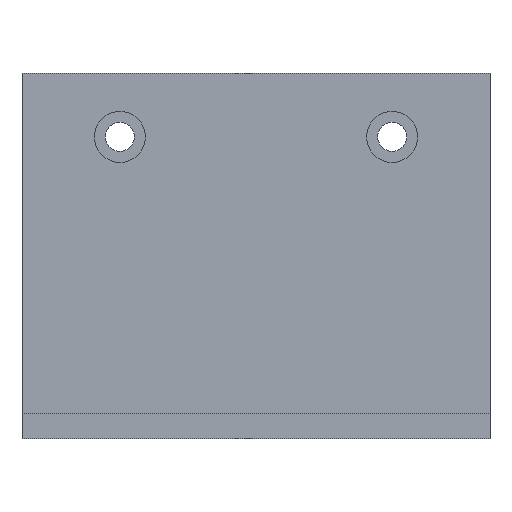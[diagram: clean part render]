
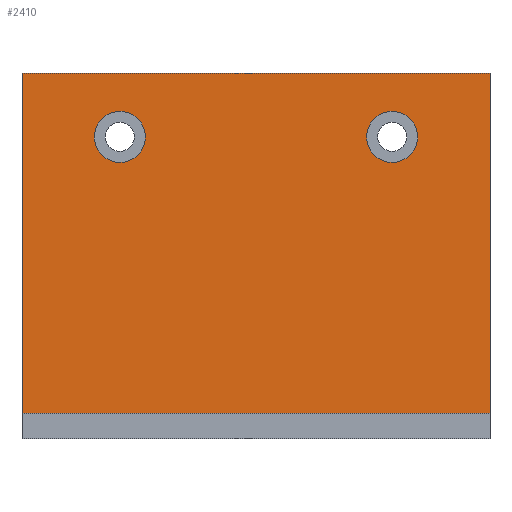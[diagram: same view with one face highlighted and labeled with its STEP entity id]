
A CAD part, front view. The second image highlights one B-rep face of the part: STEP entity #2410.
In plain terms, the highlighted planar face has unit normal (0, -1, 0).
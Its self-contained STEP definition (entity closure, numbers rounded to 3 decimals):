
#509 = PLANE('',#510);
#510 = AXIS2_PLACEMENT_3D('',#511,#512,#513);
#511 = CARTESIAN_POINT('',(27.5,-27.5,0.));
#512 = DIRECTION('',(0.,1.,0.));
#513 = DIRECTION('',(-1.,0.,0.));
#733 = PLANE('',#734);
#734 = AXIS2_PLACEMENT_3D('',#735,#736,#737);
#735 = CARTESIAN_POINT('',(0.,0.,40.));
#736 = DIRECTION('',(0.,0.,1.));
#737 = DIRECTION('',(1.,0.,0.));
#958 = CYLINDRICAL_SURFACE('',#959,3.);
#959 = AXIS2_PLACEMENT_3D('',#960,#961,#962);
#960 = CARTESIAN_POINT('',(16.,-27.5,32.5));
#961 = DIRECTION('',(0.,1.,0.));
#962 = DIRECTION('',(-1.,0.,0.));
#993 = CYLINDRICAL_SURFACE('',#994,3.);
#994 = AXIS2_PLACEMENT_3D('',#995,#996,#997);
#995 = CARTESIAN_POINT('',(-16.,-27.5,32.5));
#996 = DIRECTION('',(0.,1.,0.));
#997 = DIRECTION('',(-1.,0.,0.));
#1458 = VERTEX_POINT('',#1459);
#1459 = CARTESIAN_POINT('',(27.5,-27.5,0.));
#1494 = PLANE('',#1495);
#1495 = AXIS2_PLACEMENT_3D('',#1496,#1497,#1498);
#1496 = CARTESIAN_POINT('',(27.5,27.5,0.));
#1497 = DIRECTION('',(1.,0.,0.));
#1498 = DIRECTION('',(0.,-1.,0.));
#1512 = VERTEX_POINT('',#1513);
#1513 = CARTESIAN_POINT('',(-27.5,-27.5,0.));
#1534 = EDGE_CURVE('',#1458,#1512,#1535,.T.);
#1535 = SURFACE_CURVE('',#1536,(#1540,#1547),.PCURVE_S1.);
#1536 = LINE('',#1537,#1538);
#1537 = CARTESIAN_POINT('',(27.5,-27.5,0.));
#1538 = VECTOR('',#1539,1.);
#1539 = DIRECTION('',(-1.,0.,0.));
#1540 = PCURVE('',#509,#1541);
#1541 = DEFINITIONAL_REPRESENTATION('',(#1542),#1546);
#1542 = LINE('',#1543,#1544);
#1543 = CARTESIAN_POINT('',(0.,0.));
#1544 = VECTOR('',#1545,1.);
#1545 = DIRECTION('',(1.,0.));
#1546 = ( GEOMETRIC_REPRESENTATION_CONTEXT(2) 
PARAMETRIC_REPRESENTATION_CONTEXT() REPRESENTATION_CONTEXT('2D SPACE',''
  ) );
#1547 = PCURVE('',#1548,#1553);
#1548 = PLANE('',#1549);
#1549 = AXIS2_PLACEMENT_3D('',#1550,#1551,#1552);
#1550 = CARTESIAN_POINT('',(27.5,-27.5,0.));
#1551 = DIRECTION('',(0.,-1.,0.));
#1552 = DIRECTION('',(-1.,0.,0.));
#1553 = DEFINITIONAL_REPRESENTATION('',(#1554),#1558);
#1554 = LINE('',#1555,#1556);
#1555 = CARTESIAN_POINT('',(0.,-0.));
#1556 = VECTOR('',#1557,1.);
#1557 = DIRECTION('',(1.,0.));
#1558 = ( GEOMETRIC_REPRESENTATION_CONTEXT(2) 
PARAMETRIC_REPRESENTATION_CONTEXT() REPRESENTATION_CONTEXT('2D SPACE',''
  ) );
#1580 = PLANE('',#1581);
#1581 = AXIS2_PLACEMENT_3D('',#1582,#1583,#1584);
#1582 = CARTESIAN_POINT('',(-27.5,-27.5,0.));
#1583 = DIRECTION('',(-1.,0.,0.));
#1584 = DIRECTION('',(0.,1.,0.));
#1673 = VERTEX_POINT('',#1674);
#1674 = CARTESIAN_POINT('',(-27.5,-27.5,40.));
#1697 = EDGE_CURVE('',#1698,#1673,#1700,.T.);
#1698 = VERTEX_POINT('',#1699);
#1699 = CARTESIAN_POINT('',(27.5,-27.5,40.));
#1700 = SURFACE_CURVE('',#1701,(#1705,#1712),.PCURVE_S1.);
#1701 = LINE('',#1702,#1703);
#1702 = CARTESIAN_POINT('',(27.5,-27.5,40.));
#1703 = VECTOR('',#1704,1.);
#1704 = DIRECTION('',(-1.,0.,0.));
#1705 = PCURVE('',#733,#1706);
#1706 = DEFINITIONAL_REPRESENTATION('',(#1707),#1711);
#1707 = LINE('',#1708,#1709);
#1708 = CARTESIAN_POINT('',(27.5,-27.5));
#1709 = VECTOR('',#1710,1.);
#1710 = DIRECTION('',(-1.,0.));
#1711 = ( GEOMETRIC_REPRESENTATION_CONTEXT(2) 
PARAMETRIC_REPRESENTATION_CONTEXT() REPRESENTATION_CONTEXT('2D SPACE',''
  ) );
#1712 = PCURVE('',#1548,#1713);
#1713 = DEFINITIONAL_REPRESENTATION('',(#1714),#1718);
#1714 = LINE('',#1715,#1716);
#1715 = CARTESIAN_POINT('',(0.,-40.));
#1716 = VECTOR('',#1717,1.);
#1717 = DIRECTION('',(1.,0.));
#1718 = ( GEOMETRIC_REPRESENTATION_CONTEXT(2) 
PARAMETRIC_REPRESENTATION_CONTEXT() REPRESENTATION_CONTEXT('2D SPACE',''
  ) );
#1950 = VERTEX_POINT('',#1951);
#1951 = CARTESIAN_POINT('',(13.,-27.5,32.5));
#1972 = EDGE_CURVE('',#1950,#1950,#1973,.T.);
#1973 = SURFACE_CURVE('',#1974,(#1979,#1986),.PCURVE_S1.);
#1974 = CIRCLE('',#1975,3.);
#1975 = AXIS2_PLACEMENT_3D('',#1976,#1977,#1978);
#1976 = CARTESIAN_POINT('',(16.,-27.5,32.5));
#1977 = DIRECTION('',(0.,-1.,0.));
#1978 = DIRECTION('',(-1.,0.,0.));
#1979 = PCURVE('',#958,#1980);
#1980 = DEFINITIONAL_REPRESENTATION('',(#1981),#1985);
#1981 = LINE('',#1982,#1983);
#1982 = CARTESIAN_POINT('',(-0.,0.));
#1983 = VECTOR('',#1984,1.);
#1984 = DIRECTION('',(-1.,0.));
#1985 = ( GEOMETRIC_REPRESENTATION_CONTEXT(2) 
PARAMETRIC_REPRESENTATION_CONTEXT() REPRESENTATION_CONTEXT('2D SPACE',''
  ) );
#1986 = PCURVE('',#1548,#1987);
#1987 = DEFINITIONAL_REPRESENTATION('',(#1988),#1992);
#1988 = CIRCLE('',#1989,3.);
#1989 = AXIS2_PLACEMENT_2D('',#1990,#1991);
#1990 = CARTESIAN_POINT('',(11.5,-32.5));
#1991 = DIRECTION('',(1.,0.));
#1992 = ( GEOMETRIC_REPRESENTATION_CONTEXT(2) 
PARAMETRIC_REPRESENTATION_CONTEXT() REPRESENTATION_CONTEXT('2D SPACE',''
  ) );
#2000 = VERTEX_POINT('',#2001);
#2001 = CARTESIAN_POINT('',(-19.,-27.5,32.5));
#2022 = EDGE_CURVE('',#2000,#2000,#2023,.T.);
#2023 = SURFACE_CURVE('',#2024,(#2029,#2036),.PCURVE_S1.);
#2024 = CIRCLE('',#2025,3.);
#2025 = AXIS2_PLACEMENT_3D('',#2026,#2027,#2028);
#2026 = CARTESIAN_POINT('',(-16.,-27.5,32.5));
#2027 = DIRECTION('',(0.,-1.,0.));
#2028 = DIRECTION('',(-1.,0.,0.));
#2029 = PCURVE('',#993,#2030);
#2030 = DEFINITIONAL_REPRESENTATION('',(#2031),#2035);
#2031 = LINE('',#2032,#2033);
#2032 = CARTESIAN_POINT('',(-0.,0.));
#2033 = VECTOR('',#2034,1.);
#2034 = DIRECTION('',(-1.,0.));
#2035 = ( GEOMETRIC_REPRESENTATION_CONTEXT(2) 
PARAMETRIC_REPRESENTATION_CONTEXT() REPRESENTATION_CONTEXT('2D SPACE',''
  ) );
#2036 = PCURVE('',#1548,#2037);
#2037 = DEFINITIONAL_REPRESENTATION('',(#2038),#2042);
#2038 = CIRCLE('',#2039,3.);
#2039 = AXIS2_PLACEMENT_2D('',#2040,#2041);
#2040 = CARTESIAN_POINT('',(43.5,-32.5));
#2041 = DIRECTION('',(1.,0.));
#2042 = ( GEOMETRIC_REPRESENTATION_CONTEXT(2) 
PARAMETRIC_REPRESENTATION_CONTEXT() REPRESENTATION_CONTEXT('2D SPACE',''
  ) );
#2389 = EDGE_CURVE('',#1458,#1698,#2390,.T.);
#2390 = SURFACE_CURVE('',#2391,(#2395,#2402),.PCURVE_S1.);
#2391 = LINE('',#2392,#2393);
#2392 = CARTESIAN_POINT('',(27.5,-27.5,0.));
#2393 = VECTOR('',#2394,1.);
#2394 = DIRECTION('',(0.,0.,1.));
#2395 = PCURVE('',#1494,#2396);
#2396 = DEFINITIONAL_REPRESENTATION('',(#2397),#2401);
#2397 = LINE('',#2398,#2399);
#2398 = CARTESIAN_POINT('',(55.,0.));
#2399 = VECTOR('',#2400,1.);
#2400 = DIRECTION('',(0.,-1.));
#2401 = ( GEOMETRIC_REPRESENTATION_CONTEXT(2) 
PARAMETRIC_REPRESENTATION_CONTEXT() REPRESENTATION_CONTEXT('2D SPACE',''
  ) );
#2402 = PCURVE('',#1548,#2403);
#2403 = DEFINITIONAL_REPRESENTATION('',(#2404),#2408);
#2404 = LINE('',#2405,#2406);
#2405 = CARTESIAN_POINT('',(0.,-0.));
#2406 = VECTOR('',#2407,1.);
#2407 = DIRECTION('',(0.,-1.));
#2408 = ( GEOMETRIC_REPRESENTATION_CONTEXT(2) 
PARAMETRIC_REPRESENTATION_CONTEXT() REPRESENTATION_CONTEXT('2D SPACE',''
  ) );
#2410 = ADVANCED_FACE('',(#2411,#2437,#2440),#1548,.T.);
#2411 = FACE_BOUND('',#2412,.T.);
#2412 = EDGE_LOOP('',(#2413,#2414,#2415,#2436));
#2413 = ORIENTED_EDGE('',*,*,#2389,.T.);
#2414 = ORIENTED_EDGE('',*,*,#1697,.T.);
#2415 = ORIENTED_EDGE('',*,*,#2416,.F.);
#2416 = EDGE_CURVE('',#1512,#1673,#2417,.T.);
#2417 = SURFACE_CURVE('',#2418,(#2422,#2429),.PCURVE_S1.);
#2418 = LINE('',#2419,#2420);
#2419 = CARTESIAN_POINT('',(-27.5,-27.5,0.));
#2420 = VECTOR('',#2421,1.);
#2421 = DIRECTION('',(0.,0.,1.));
#2422 = PCURVE('',#1548,#2423);
#2423 = DEFINITIONAL_REPRESENTATION('',(#2424),#2428);
#2424 = LINE('',#2425,#2426);
#2425 = CARTESIAN_POINT('',(55.,0.));
#2426 = VECTOR('',#2427,1.);
#2427 = DIRECTION('',(0.,-1.));
#2428 = ( GEOMETRIC_REPRESENTATION_CONTEXT(2) 
PARAMETRIC_REPRESENTATION_CONTEXT() REPRESENTATION_CONTEXT('2D SPACE',''
  ) );
#2429 = PCURVE('',#1580,#2430);
#2430 = DEFINITIONAL_REPRESENTATION('',(#2431),#2435);
#2431 = LINE('',#2432,#2433);
#2432 = CARTESIAN_POINT('',(0.,0.));
#2433 = VECTOR('',#2434,1.);
#2434 = DIRECTION('',(0.,-1.));
#2435 = ( GEOMETRIC_REPRESENTATION_CONTEXT(2) 
PARAMETRIC_REPRESENTATION_CONTEXT() REPRESENTATION_CONTEXT('2D SPACE',''
  ) );
#2436 = ORIENTED_EDGE('',*,*,#1534,.F.);
#2437 = FACE_BOUND('',#2438,.T.);
#2438 = EDGE_LOOP('',(#2439));
#2439 = ORIENTED_EDGE('',*,*,#1972,.F.);
#2440 = FACE_BOUND('',#2441,.T.);
#2441 = EDGE_LOOP('',(#2442));
#2442 = ORIENTED_EDGE('',*,*,#2022,.F.);
